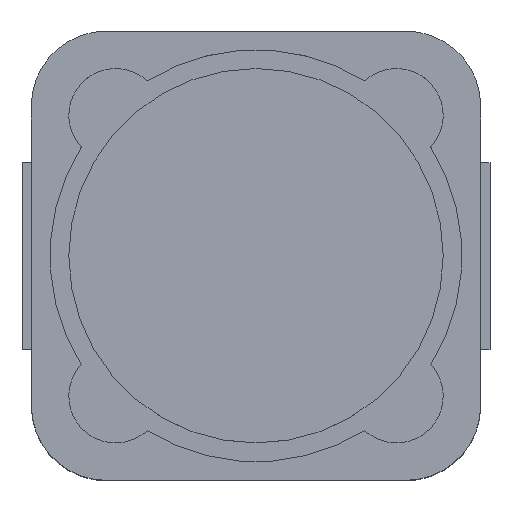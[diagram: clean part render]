
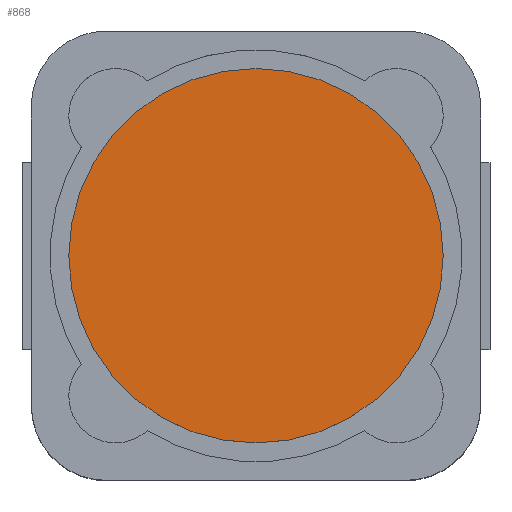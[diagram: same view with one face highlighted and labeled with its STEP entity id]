
A CAD part, top view. The second image highlights one B-rep face of the part: STEP entity #868.
In plain terms, the highlighted planar face has unit normal (0, 0, 1).
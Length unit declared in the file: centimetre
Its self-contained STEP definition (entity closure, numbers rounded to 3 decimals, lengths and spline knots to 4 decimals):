
#49=CIRCLE($,#936,0.5);
#115=FACE_OUTER_BOUND($,#164,.T.);
#164=EDGE_LOOP($,(#688));
#402=VERTEX_POINT($,#1414);
#507=EDGE_CURVE($,#402,#402,#49,.T.);
#688=ORIENTED_EDGE($,*,*,#507,.F.);
#836=PLANE($,#935);
#868=ADVANCED_FACE($,(#115),#836,.T.);
#935=AXIS2_PLACEMENT_3D($,#1413,#1126,#1127);
#936=AXIS2_PLACEMENT_3D($,#1415,#1128,#1129);
#1126=DIRECTION('center_axis',(0.,0.,1.));
#1127=DIRECTION('ref_axis',(1.,0.,0.));
#1128=DIRECTION('center_axis',(0.,0.,-1.));
#1129=DIRECTION('ref_axis',(1.,0.,0.));
#1413=CARTESIAN_POINT('Origin',(0.,0.,
0.8));
#1414=CARTESIAN_POINT('',(0.5,0.,0.8));
#1415=CARTESIAN_POINT('Origin',(0.,0.,
0.8));
